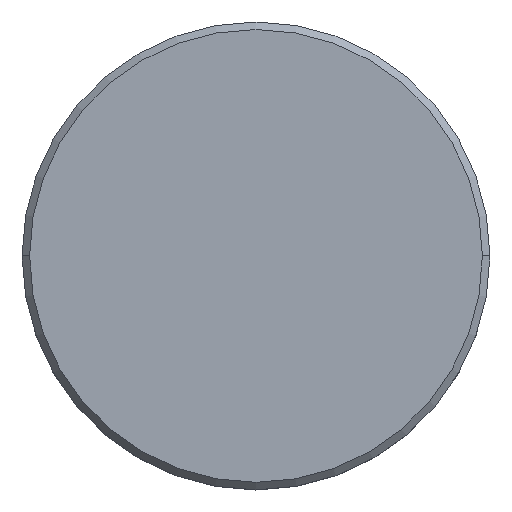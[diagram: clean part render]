
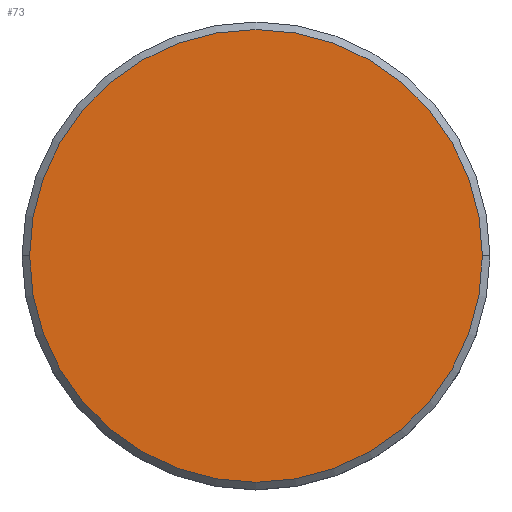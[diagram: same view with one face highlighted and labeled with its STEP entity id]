
A CAD part, top view. The second image highlights one B-rep face of the part: STEP entity #73.
In plain terms, the highlighted planar face has unit normal (0, 0, 1).
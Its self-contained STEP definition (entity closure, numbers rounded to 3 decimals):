
#51 = CARTESIAN_POINT ( 'NONE',  ( 15., 0., 0. ) ) ;
#66 = AXIS2_PLACEMENT_3D ( 'NONE', #752, #1116, #662 ) ;
#68 = AXIS2_PLACEMENT_3D ( 'NONE', #805, #154, #327 ) ;
#73 = ADVANCED_FACE ( 'NONE', ( #74 ), #603, .T. ) ;
#74 = FACE_OUTER_BOUND ( 'NONE', #627, .T. ) ;
#104 = CARTESIAN_POINT ( 'NONE',  ( -15., 0., 0. ) ) ;
#154 = DIRECTION ( 'NONE',  ( 0., 0., 1. ) ) ;
#327 = DIRECTION ( 'NONE',  ( 1., 0., 0. ) ) ;
#356 = ORIENTED_EDGE ( 'NONE', *, *, #661, .T. ) ;
#462 = CIRCLE ( 'NONE', #66, 15. ) ;
#566 = VERTEX_POINT ( 'NONE', #104 ) ;
#603 = PLANE ( 'NONE',  #1019 ) ;
#627 = EDGE_LOOP ( 'NONE', ( #356, #835 ) ) ;
#638 = EDGE_CURVE ( 'NONE', #668, #566, #462, .T. ) ;
#661 = EDGE_CURVE ( 'NONE', #566, #668, #847, .T. ) ;
#662 = DIRECTION ( 'NONE',  ( 1., 0., 0. ) ) ;
#668 = VERTEX_POINT ( 'NONE', #51 ) ;
#752 = CARTESIAN_POINT ( 'NONE',  ( 0., 0., 0. ) ) ;
#805 = CARTESIAN_POINT ( 'NONE',  ( 0., 0., 0. ) ) ;
#835 = ORIENTED_EDGE ( 'NONE', *, *, #638, .T. ) ;
#847 = CIRCLE ( 'NONE', #68, 15. ) ;
#970 = DIRECTION ( 'NONE',  ( 0., 0., 1. ) ) ;
#1019 = AXIS2_PLACEMENT_3D ( 'NONE', #1167, #970, #1085 ) ;
#1085 = DIRECTION ( 'NONE',  ( 1., 0., 0. ) ) ;
#1116 = DIRECTION ( 'NONE',  ( 0., 0., 1. ) ) ;
#1167 = CARTESIAN_POINT ( 'NONE',  ( 0., 0., 0. ) ) ;
